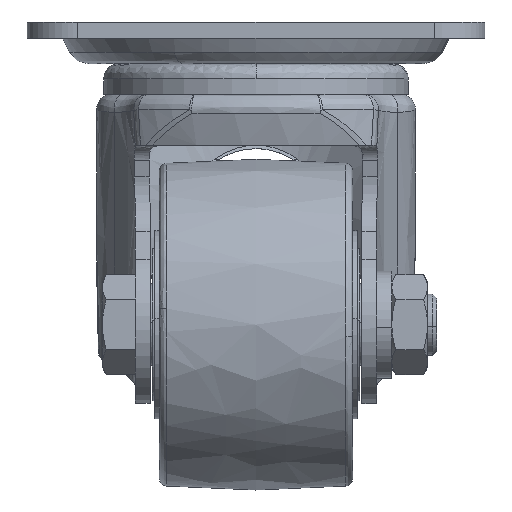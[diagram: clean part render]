
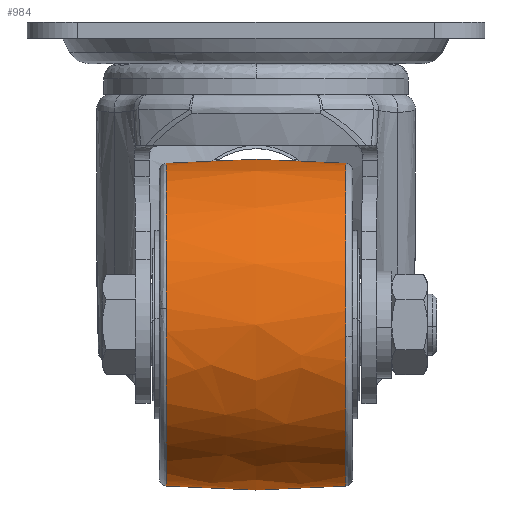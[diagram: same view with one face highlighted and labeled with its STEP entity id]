
A CAD part, left-side view. The second image highlights one B-rep face of the part: STEP entity #984.
In plain terms, the highlighted free-form (B-spline) face has degree [2, 2] with [3, 7] control points.
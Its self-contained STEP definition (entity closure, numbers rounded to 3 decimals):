
#496=CARTESIAN_POINT('',(-22.0,17.632,-27.779));
#497=VERTEX_POINT('',#496);
#528=CARTESIAN_POINT('',(-53.561,17.632,-56.316));
#529=VERTEX_POINT('',#528);
#543=CARTESIAN_POINT('',(-22.0,17.632,-27.779));
#544=CARTESIAN_POINT('',(-50.683,17.632,-27.779));
#545=CARTESIAN_POINT('',(-53.561,17.632,-56.316));
#553=(BOUNDED_CURVE()B_SPLINE_CURVE(2,(#543,#544,#545),.UNSPECIFIED.,.F.,.U.)B_SPLINE_CURVE_WITH_KNOTS((3,3),(0.5,0.733),.UNSPECIFIED.)CURVE()GEOMETRIC_REPRESENTATION_ITEM()RATIONAL_B_SPLINE_CURVE((1.0,0.728,0.962))REPRESENTATION_ITEM(''));
#554=EDGE_CURVE('',#497,#529,#553,.T.);
#588=CARTESIAN_POINT('',(-22.0,17.632,-91.221));
#589=VERTEX_POINT('',#588);
#603=CARTESIAN_POINT('',(-53.561,17.632,-56.316));
#604=CARTESIAN_POINT('',(-53.721,17.632,-57.904));
#605=CARTESIAN_POINT('',(-53.721,17.632,-59.5));
#606=CARTESIAN_POINT('',(-53.721,17.632,-91.221));
#607=CARTESIAN_POINT('',(-22.0,17.632,-91.221));
#615=(BOUNDED_CURVE()B_SPLINE_CURVE(2,(#603,#604,#605,#606,#607),.UNSPECIFIED.,.F.,.U.)B_SPLINE_CURVE_WITH_KNOTS((3,2,3),(0.733,0.75,1.0),.UNSPECIFIED.)CURVE()GEOMETRIC_REPRESENTATION_ITEM()RATIONAL_B_SPLINE_CURVE((0.962,0.98,1.0,0.707,1.0))REPRESENTATION_ITEM(''));
#616=EDGE_CURVE('',#529,#589,#615,.T.);
#854=CARTESIAN_POINT('',(-22.0,-17.632,-91.221));
#855=VERTEX_POINT('',#854);
#856=CARTESIAN_POINT('',(-22.,-17.632,-91.221));
#857=CARTESIAN_POINT('',(-22.0,0.,-92.782));
#858=CARTESIAN_POINT('',(-22.0,17.632,-91.221));
#866=(BOUNDED_CURVE()B_SPLINE_CURVE(2,(#856,#857,#858),.UNSPECIFIED.,.F.,.U.)B_SPLINE_CURVE_WITH_KNOTS((3,3),(0.426,0.574),.UNSPECIFIED.)CURVE()GEOMETRIC_REPRESENTATION_ITEM()RATIONAL_B_SPLINE_CURVE((0.921,0.917,0.921))REPRESENTATION_ITEM(''));
#867=EDGE_CURVE('',#855,#589,#866,.T.);
#871=CARTESIAN_POINT('',(-22.0,-17.632,-27.779));
#872=VERTEX_POINT('',#871);
#873=CARTESIAN_POINT('',(-22.,-17.632,-27.779));
#874=CARTESIAN_POINT('',(-22.0,0.,-26.218));
#875=CARTESIAN_POINT('',(-22.0,17.632,-27.779));
#883=(BOUNDED_CURVE()B_SPLINE_CURVE(2,(#873,#874,#875),.UNSPECIFIED.,.F.,.U.)B_SPLINE_CURVE_WITH_KNOTS((3,3),(0.426,0.574),.UNSPECIFIED.)CURVE()GEOMETRIC_REPRESENTATION_ITEM()RATIONAL_B_SPLINE_CURVE((0.921,0.917,0.921))REPRESENTATION_ITEM(''));
#884=EDGE_CURVE('',#872,#497,#883,.T.);
#919=CARTESIAN_POINT('',(-21.118,-19.386,-27.942));
#920=CARTESIAN_POINT('',(-21.065,0.,-26.054));
#921=CARTESIAN_POINT('',(-21.118,19.386,-27.942));
#922=CARTESIAN_POINT('',(-21.556,-19.386,-27.942));
#923=CARTESIAN_POINT('',(-21.53,0.,-26.054));
#924=CARTESIAN_POINT('',(-21.556,19.386,-27.942));
#925=CARTESIAN_POINT('',(-53.558,-19.386,-27.942));
#926=CARTESIAN_POINT('',(-55.446,0.,-26.054));
#927=CARTESIAN_POINT('',(-53.558,19.386,-27.942));
#928=CARTESIAN_POINT('',(-53.558,-19.386,-59.5));
#929=CARTESIAN_POINT('',(-55.446,0.,-59.5));
#930=CARTESIAN_POINT('',(-53.558,19.386,-59.5));
#931=CARTESIAN_POINT('',(-53.558,-19.386,-91.058));
#932=CARTESIAN_POINT('',(-55.446,0.,-92.946));
#933=CARTESIAN_POINT('',(-53.558,19.386,-91.058));
#934=CARTESIAN_POINT('',(-21.556,-19.386,-91.058));
#935=CARTESIAN_POINT('',(-21.53,0.,-92.946));
#936=CARTESIAN_POINT('',(-21.556,19.386,-91.058));
#937=CARTESIAN_POINT('',(-21.118,-19.386,-91.058));
#938=CARTESIAN_POINT('',(-21.065,0.,-92.946));
#939=CARTESIAN_POINT('',(-21.118,19.386,-91.058));
#947=(BOUNDED_SURFACE()B_SPLINE_SURFACE(2,2,((#919,#922,#925,#928,#931,#934,#937),(#920,#923,#926,#929,#932,#935,#938),(#921,#924,#927,#930,#933,#936,#939)),.UNSPECIFIED.,.F.,.F.,.U.)B_SPLINE_SURFACE_WITH_KNOTS((3,3),(3,1,2,1,3),(0.0,38.863),(0.0,1.077,54.925,108.773,109.85),.UNSPECIFIED.)GEOMETRIC_REPRESENTATION_ITEM()RATIONAL_B_SPLINE_SURFACE(((0.932,0.926,0.651,0.921,0.651,0.926,0.932),(0.927,0.922,0.648,0.917,0.648,0.922,0.927),(0.932,0.926,0.651,0.921,0.651,0.926,0.932)))REPRESENTATION_ITEM('')SURFACE());
#948=ORIENTED_EDGE('',*,*,#867,.F.);
#949=CARTESIAN_POINT('',(-53.631,-17.632,-61.889));
#950=VERTEX_POINT('',#949);
#951=CARTESIAN_POINT('',(-53.631,-17.632,-61.889));
#952=CARTESIAN_POINT('',(-51.415,-17.632,-91.221));
#953=CARTESIAN_POINT('',(-22.0,-17.632,-91.221));
#961=(BOUNDED_CURVE()B_SPLINE_CURVE(2,(#951,#952,#953),.UNSPECIFIED.,.F.,.U.)B_SPLINE_CURVE_WITH_KNOTS((3,3),(0.763,1.0),.UNSPECIFIED.)CURVE()GEOMETRIC_REPRESENTATION_ITEM()RATIONAL_B_SPLINE_CURVE((0.971,0.722,1.0))REPRESENTATION_ITEM(''));
#962=EDGE_CURVE('',#950,#855,#961,.T.);
#963=ORIENTED_EDGE('',*,*,#962,.F.);
#964=CARTESIAN_POINT('',(-22.0,-17.632,-27.779));
#965=CARTESIAN_POINT('',(-53.721,-17.632,-27.779));
#966=CARTESIAN_POINT('',(-53.721,-17.632,-59.5));
#967=CARTESIAN_POINT('',(-53.721,-17.632,-60.696));
#968=CARTESIAN_POINT('',(-53.631,-17.632,-61.889));
#976=(BOUNDED_CURVE()B_SPLINE_CURVE(2,(#964,#965,#966,#967,#968),.UNSPECIFIED.,.F.,.U.)B_SPLINE_CURVE_WITH_KNOTS((3,2,3),(0.5,0.75,0.763),.UNSPECIFIED.)CURVE()GEOMETRIC_REPRESENTATION_ITEM()RATIONAL_B_SPLINE_CURVE((1.0,0.707,1.0,0.985,0.971))REPRESENTATION_ITEM(''));
#977=EDGE_CURVE('',#872,#950,#976,.T.);
#978=ORIENTED_EDGE('',*,*,#977,.F.);
#979=ORIENTED_EDGE('',*,*,#884,.T.);
#980=ORIENTED_EDGE('',*,*,#554,.T.);
#981=ORIENTED_EDGE('',*,*,#616,.T.);
#982=EDGE_LOOP('',(#948,#963,#978,#979,#980,#981));
#983=FACE_OUTER_BOUND('',#982,.T.);
#984=ADVANCED_FACE('',(#983),#947,.T.);
